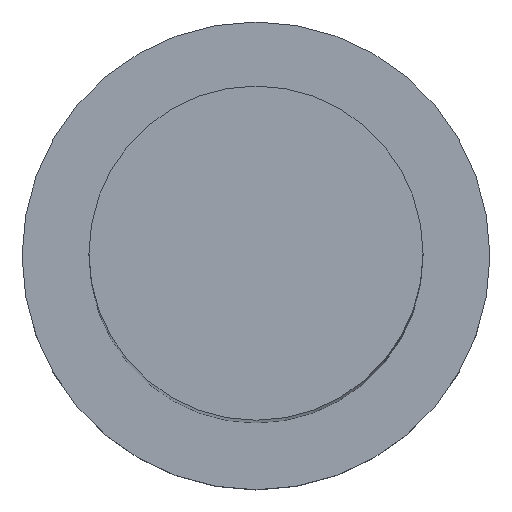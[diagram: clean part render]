
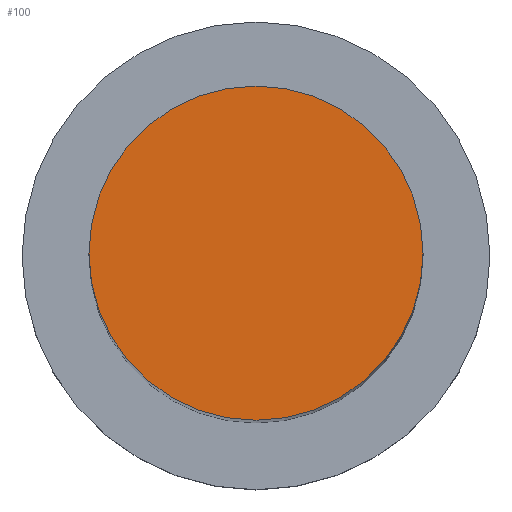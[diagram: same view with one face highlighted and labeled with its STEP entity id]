
A CAD part, top view. The second image highlights one B-rep face of the part: STEP entity #100.
In plain terms, the highlighted planar face has unit normal (0, 0, 1).
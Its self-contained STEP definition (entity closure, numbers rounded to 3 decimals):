
#4 = AXIS2_PLACEMENT_3D ( 'NONE', #196, #153, #234 ) ;
#32 = DIRECTION ( 'NONE',  ( 1., 0., 0. ) ) ;
#39 = ORIENTED_EDGE ( 'NONE', *, *, #143, .T. ) ;
#48 = CARTESIAN_POINT ( 'NONE',  ( 10., 0., 100. ) ) ;
#54 = VERTEX_POINT ( 'NONE', #86 ) ;
#70 = DIRECTION ( 'NONE',  ( 0., 0., 1. ) ) ;
#79 = AXIS2_PLACEMENT_3D ( 'NONE', #245, #70, #32 ) ;
#82 = ORIENTED_EDGE ( 'NONE', *, *, #214, .T. ) ;
#86 = CARTESIAN_POINT ( 'NONE',  ( -10., 0., 100. ) ) ;
#91 = FACE_OUTER_BOUND ( 'NONE', #183, .T. ) ;
#92 = CIRCLE ( 'NONE', #79, 10. ) ;
#97 = CARTESIAN_POINT ( 'NONE',  ( 0., 0., 100. ) ) ;
#100 = ADVANCED_FACE ( 'NONE', ( #91 ), #115, .T. ) ;
#115 = PLANE ( 'NONE',  #215 ) ;
#133 = DIRECTION ( 'NONE',  ( 0., 0., 1. ) ) ;
#139 = DIRECTION ( 'NONE',  ( 1., 0., 0. ) ) ;
#143 = EDGE_CURVE ( 'NONE', #54, #144, #92, .T. ) ;
#144 = VERTEX_POINT ( 'NONE', #48 ) ;
#153 = DIRECTION ( 'NONE',  ( 0., 0., 1. ) ) ;
#183 = EDGE_LOOP ( 'NONE', ( #39, #82 ) ) ;
#196 = CARTESIAN_POINT ( 'NONE',  ( 0., 0., 100. ) ) ;
#201 = CIRCLE ( 'NONE', #4, 10. ) ;
#214 = EDGE_CURVE ( 'NONE', #144, #54, #201, .T. ) ;
#215 = AXIS2_PLACEMENT_3D ( 'NONE', #97, #133, #139 ) ;
#234 = DIRECTION ( 'NONE',  ( 1., 0., 0. ) ) ;
#245 = CARTESIAN_POINT ( 'NONE',  ( 0., 0., 100. ) ) ;
